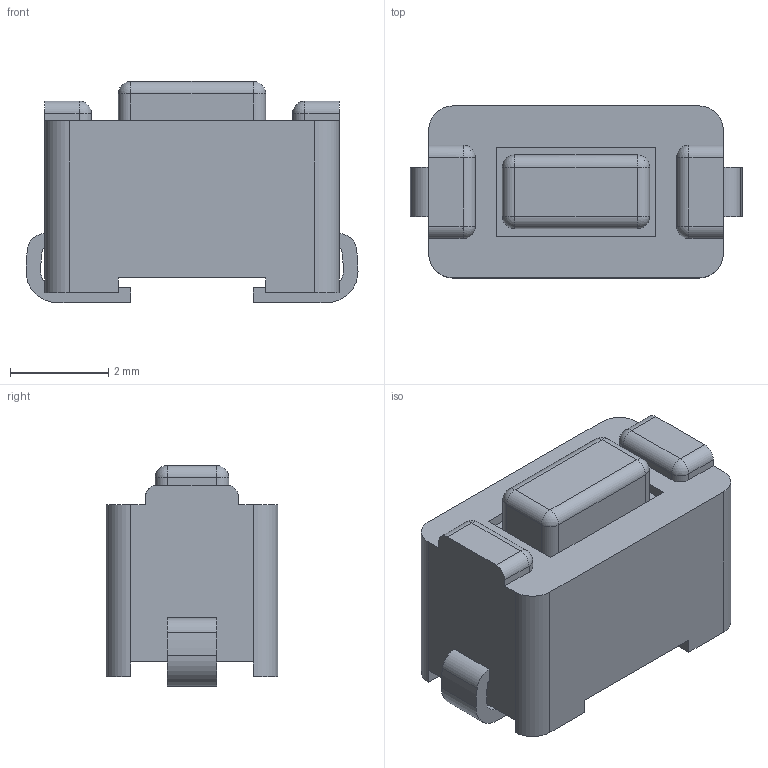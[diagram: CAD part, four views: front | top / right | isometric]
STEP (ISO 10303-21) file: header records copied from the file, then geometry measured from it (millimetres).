
FILE_DESCRIPTION((' '),'2;1');
FILE_NAME('TL3302AFxxxQJ.stp','2017-07-21T16:13:29',(' '),(' '),' ','ACIS',' ');
FILE_SCHEMA(('CONFIG_CONTROL_DESIGN'));
Length unit declared in the file: inch
Products named in the file (1): TL3302AFxxxQJ.stp
Bounding box: 6.76 x 3.5 x 4.5 mm (x, y, z)
Volume: 63 mm3; surface area: 181.6 mm2
Topology: 1 solids, 2 shells, 154 faces, 389 edges, 242 vertices
Faces by surface type: plane 84, cylinder 54, sphere 12, bspline 4
Entity records: 4751 total; most frequent: CARTESIAN_POINT 933, DIRECTION 786, ORIENTED_EDGE 760, EDGE_CURVE 380, VECTOR 268, LINE 268, AXIS2_PLACEMENT_3D 259, VERTEX_POINT 236
